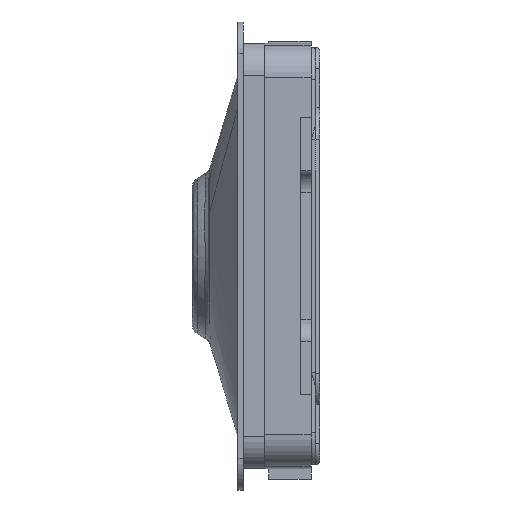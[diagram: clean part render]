
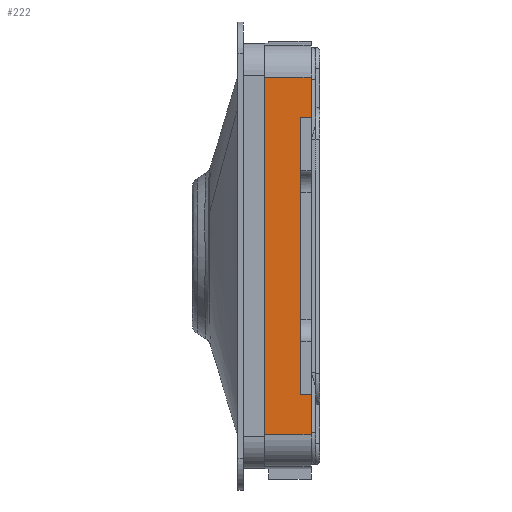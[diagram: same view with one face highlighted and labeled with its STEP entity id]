
A CAD part, left-side view. The second image highlights one B-rep face of the part: STEP entity #222.
In plain terms, the highlighted planar face has unit normal (-1, 0, 0).
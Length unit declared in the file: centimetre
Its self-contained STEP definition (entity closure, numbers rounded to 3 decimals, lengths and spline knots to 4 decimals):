
#30 = ORIENTED_EDGE ( 'NONE', *, *, #6059, .F. ) ;
#142 = LINE ( 'NONE', #6125, #1235 ) ;
#143 = CARTESIAN_POINT ( 'NONE',  ( -0.15, 0.005, 0.065 ) ) ;
#215 = AXIS2_PLACEMENT_3D ( 'NONE', #1063, #346, #2525 ) ;
#222 = ADVANCED_FACE ( 'NONE', ( #5008 ), #501, .F. ) ;
#346 = DIRECTION ( 'NONE',  ( 1., 0., 0. ) ) ;
#442 = ORIENTED_EDGE ( 'NONE', *, *, #6366, .F. ) ;
#501 = PLANE ( 'NONE',  #215 ) ;
#536 = CARTESIAN_POINT ( 'NONE',  ( -0.15, 0.0001, -0.1 ) ) ;
#763 = LINE ( 'NONE', #4847, #3242 ) ;
#864 = ORIENTED_EDGE ( 'NONE', *, *, #6357, .F. ) ;
#887 = VERTEX_POINT ( 'NONE', #2504 ) ;
#958 = LINE ( 'NONE', #4971, #2497 ) ;
#1063 = CARTESIAN_POINT ( 'NONE',  ( -0.15, 0.032, -0.1 ) ) ;
#1235 = VECTOR ( 'NONE', #1628, 100. ) ;
#1284 = VERTEX_POINT ( 'NONE', #143 ) ;
#1539 = VECTOR ( 'NONE', #4629, 100. ) ;
#1628 = DIRECTION ( 'NONE',  ( 0., -1., 0. ) ) ;
#1634 = LINE ( 'NONE', #3171, #3665 ) ;
#1712 = VERTEX_POINT ( 'NONE', #2798 ) ;
#1728 = ORIENTED_EDGE ( 'NONE', *, *, #3168, .F. ) ;
#1957 = VECTOR ( 'NONE', #2784, 100. ) ;
#2015 = DIRECTION ( 'NONE',  ( 0., 0., -1. ) ) ;
#2049 = LINE ( 'NONE', #536, #6058 ) ;
#2104 = VERTEX_POINT ( 'NONE', #5997 ) ;
#2140 = DIRECTION ( 'NONE',  ( 0., -1., 0. ) ) ;
#2281 = CARTESIAN_POINT ( 'NONE',  ( -0.15, -0.004, -0.084 ) ) ;
#2362 = CARTESIAN_POINT ( 'NONE',  ( -0.15, 0.022, 0.084 ) ) ;
#2497 = VECTOR ( 'NONE', #2015, 100. ) ;
#2504 = CARTESIAN_POINT ( 'NONE',  ( -0.15, 0.005, -0.065 ) ) ;
#2525 = DIRECTION ( 'NONE',  ( 0., 0., -1. ) ) ;
#2638 = LINE ( 'NONE', #6123, #1539 ) ;
#2784 = DIRECTION ( 'NONE',  ( 0., 1., 0. ) ) ;
#2798 = CARTESIAN_POINT ( 'NONE',  ( -0.15, 0.0001, -0.084 ) ) ;
#2897 = EDGE_CURVE ( 'NONE', #6237, #1712, #2049, .T. ) ;
#2995 = CARTESIAN_POINT ( 'NONE',  ( -0.15, 0.0001, 0.065 ) ) ;
#3042 = ORIENTED_EDGE ( 'NONE', *, *, #2897, .F. ) ;
#3168 = EDGE_CURVE ( 'NONE', #887, #6237, #142, .T. ) ;
#3171 = CARTESIAN_POINT ( 'NONE',  ( -0.15, -0.004, 0.084 ) ) ;
#3240 = CARTESIAN_POINT ( 'NONE',  ( -0.15, 0.0001, -0.065 ) ) ;
#3242 = VECTOR ( 'NONE', #3796, 100. ) ;
#3311 = CARTESIAN_POINT ( 'NONE',  ( -0.15, 0.022, -0.084 ) ) ;
#3495 = EDGE_CURVE ( 'NONE', #3851, #4255, #958, .T. ) ;
#3665 = VECTOR ( 'NONE', #2140, 100. ) ;
#3796 = DIRECTION ( 'NONE',  ( 0., 1., 0. ) ) ;
#3851 = VERTEX_POINT ( 'NONE', #2362 ) ;
#4177 = CARTESIAN_POINT ( 'NONE',  ( -0.15, 0.005, -0.1 ) ) ;
#4230 = ORIENTED_EDGE ( 'NONE', *, *, #5600, .F. ) ;
#4255 = VERTEX_POINT ( 'NONE', #3311 ) ;
#4629 = DIRECTION ( 'NONE',  ( 0., 0., -1. ) ) ;
#4717 = ORIENTED_EDGE ( 'NONE', *, *, #3495, .T. ) ;
#4751 = EDGE_LOOP ( 'NONE', ( #1728, #864, #4230, #30, #442, #4717, #5005, #3042 ) ) ;
#4847 = CARTESIAN_POINT ( 'NONE',  ( -0.15, 0.032, 0.065 ) ) ;
#4971 = CARTESIAN_POINT ( 'NONE',  ( -0.15, 0.022, -0.085 ) ) ;
#5004 = VERTEX_POINT ( 'NONE', #2995 ) ;
#5005 = ORIENTED_EDGE ( 'NONE', *, *, #6205, .F. ) ;
#5008 = FACE_OUTER_BOUND ( 'NONE', #4751, .T. ) ;
#5027 = DIRECTION ( 'NONE',  ( 0., 0., -1. ) ) ;
#5362 = LINE ( 'NONE', #2281, #1957 ) ;
#5600 = EDGE_CURVE ( 'NONE', #5004, #1284, #763, .T. ) ;
#5605 = DIRECTION ( 'NONE',  ( 0., 0., -1. ) ) ;
#5997 = CARTESIAN_POINT ( 'NONE',  ( -0.15, 0.0001, 0.084 ) ) ;
#6038 = VECTOR ( 'NONE', #5027, 100. ) ;
#6058 = VECTOR ( 'NONE', #5605, 100. ) ;
#6059 = EDGE_CURVE ( 'NONE', #2104, #5004, #2638, .T. ) ;
#6123 = CARTESIAN_POINT ( 'NONE',  ( -0.15, 0.0001, -0.1 ) ) ;
#6125 = CARTESIAN_POINT ( 'NONE',  ( -0.15, 0.032, -0.065 ) ) ;
#6130 = LINE ( 'NONE', #4177, #6038 ) ;
#6205 = EDGE_CURVE ( 'NONE', #1712, #4255, #5362, .T. ) ;
#6237 = VERTEX_POINT ( 'NONE', #3240 ) ;
#6357 = EDGE_CURVE ( 'NONE', #1284, #887, #6130, .T. ) ;
#6366 = EDGE_CURVE ( 'NONE', #3851, #2104, #1634, .T. ) ;
